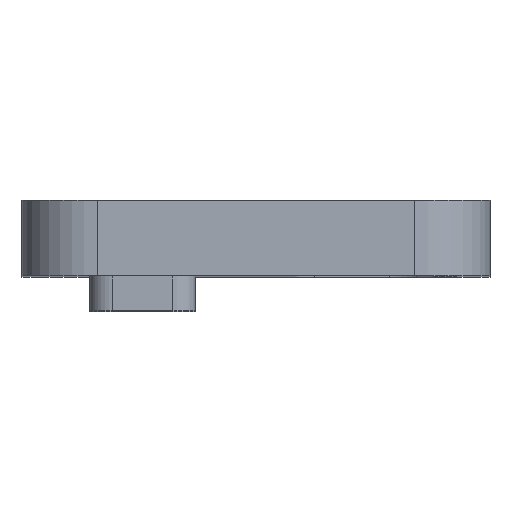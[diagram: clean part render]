
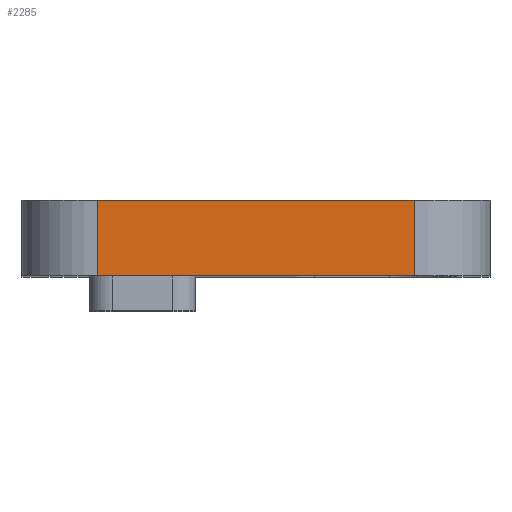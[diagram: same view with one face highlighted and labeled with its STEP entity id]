
A CAD part, top view. The second image highlights one B-rep face of the part: STEP entity #2285.
In plain terms, the highlighted planar face has unit normal (0, 0, 1).
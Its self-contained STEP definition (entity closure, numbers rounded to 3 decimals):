
#48=PLANE('',#2438);
#105=FACE_OUTER_BOUND('',#242,.T.);
#242=EDGE_LOOP('',(#1523,#1524,#1525,#1526));
#396=LINE('',#3459,#596);
#397=LINE('',#3462,#597);
#398=LINE('',#3464,#598);
#399=LINE('',#3465,#599);
#596=VECTOR('',#2715,10.);
#597=VECTOR('',#2718,10.);
#598=VECTOR('',#2719,10.);
#599=VECTOR('',#2720,10.);
#945=VERTEX_POINT('',#3452);
#948=VERTEX_POINT('',#3457);
#949=VERTEX_POINT('',#3461);
#950=VERTEX_POINT('',#3463);
#1172=EDGE_CURVE('',#948,#945,#396,.T.);
#1173=EDGE_CURVE('',#948,#949,#397,.T.);
#1174=EDGE_CURVE('',#950,#949,#398,.T.);
#1175=EDGE_CURVE('',#945,#950,#399,.T.);
#1523=ORIENTED_EDGE('',*,*,#1172,.F.);
#1524=ORIENTED_EDGE('',*,*,#1173,.T.);
#1525=ORIENTED_EDGE('',*,*,#1174,.F.);
#1526=ORIENTED_EDGE('',*,*,#1175,.F.);
#2285=ADVANCED_FACE('',(#105),#48,.T.);
#2438=AXIS2_PLACEMENT_3D('',#3460,#2716,#2717);
#2715=DIRECTION('',(0.,1.,0.));
#2716=DIRECTION('center_axis',(0.,0.,1.));
#2717=DIRECTION('ref_axis',(1.,0.,0.));
#2718=DIRECTION('',(1.,0.,0.));
#2719=DIRECTION('',(0.,-1.,0.));
#2720=DIRECTION('',(1.,0.,0.));
#3452=CARTESIAN_POINT('',(-11.9,5.,29.75));
#3457=CARTESIAN_POINT('',(-11.9,0.,29.75));
#3459=CARTESIAN_POINT('',(-11.9,0.,29.75));
#3460=CARTESIAN_POINT('Origin',(-16.9,0.,29.75));
#3461=CARTESIAN_POINT('',(9.1,0.,29.75));
#3462=CARTESIAN_POINT('',(-16.9,0.,29.75));
#3463=CARTESIAN_POINT('',(9.1,5.,29.75));
#3464=CARTESIAN_POINT('',(9.1,0.,29.75));
#3465=CARTESIAN_POINT('',(-16.9,5.,29.75));
